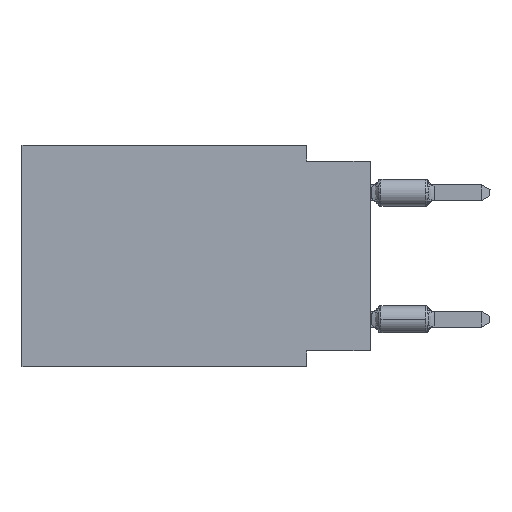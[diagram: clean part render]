
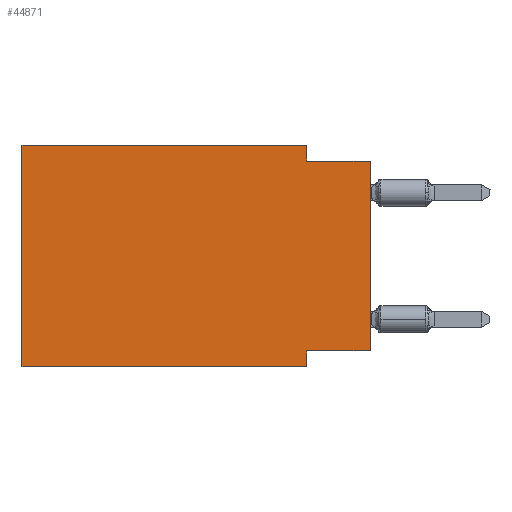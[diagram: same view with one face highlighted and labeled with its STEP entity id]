
A CAD part, left-side view. The second image highlights one B-rep face of the part: STEP entity #44871.
In plain terms, the highlighted planar face has unit normal (-1, 0, 0).
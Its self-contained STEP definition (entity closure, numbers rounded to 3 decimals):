
#78 = EDGE_CURVE ( 'NONE', #63769, #66592, #41265, .T. ) ;
#544 = DIRECTION ( 'NONE',  ( 0., 0., -1. ) ) ;
#977 = VERTEX_POINT ( 'NONE', #67366 ) ;
#1153 = CARTESIAN_POINT ( 'NONE',  ( 0., 0., -0.635 ) ) ;
#3073 = DIRECTION ( 'NONE',  ( 0., 0., 1. ) ) ;
#3611 = CARTESIAN_POINT ( 'NONE',  ( 0., 2.54, -8.89 ) ) ;
#5288 = CARTESIAN_POINT ( 'NONE',  ( 0., 0., -8.255 ) ) ;
#5300 = CARTESIAN_POINT ( 'NONE',  ( 0., 2.54, 0. ) ) ;
#5735 = VECTOR ( 'NONE', #59354, 1000. ) ;
#7060 = DIRECTION ( 'NONE',  ( 0., -1., 0. ) ) ;
#7117 = LINE ( 'NONE', #8197, #58114 ) ;
#8197 = CARTESIAN_POINT ( 'NONE',  ( 0., 0., 0. ) ) ;
#12155 = CARTESIAN_POINT ( 'NONE',  ( 0., 0., -0.635 ) ) ;
#12728 = EDGE_CURVE ( 'NONE', #43467, #45934, #54812, .T. ) ;
#14277 = CARTESIAN_POINT ( 'NONE',  ( 0., 2.54, -8.255 ) ) ;
#14776 = ORIENTED_EDGE ( 'NONE', *, *, #78, .F. ) ;
#17701 = ORIENTED_EDGE ( 'NONE', *, *, #55732, .F. ) ;
#18294 = CARTESIAN_POINT ( 'NONE',  ( 0., 0., -8.255 ) ) ;
#20955 = LINE ( 'NONE', #60313, #42812 ) ;
#21879 = PLANE ( 'NONE',  #58220 ) ;
#21993 = VECTOR ( 'NONE', #7060, 1000. ) ;
#22312 = CARTESIAN_POINT ( 'NONE',  ( 0., 2.54, -0.635 ) ) ;
#22558 = EDGE_LOOP ( 'NONE', ( #47469, #14776, #17701, #70721, #52489, #35006, #27283, #24871 ) ) ;
#22946 = CARTESIAN_POINT ( 'NONE',  ( 0., 13.97, 0. ) ) ;
#24871 = ORIENTED_EDGE ( 'NONE', *, *, #12728, .F. ) ;
#26277 = DIRECTION ( 'NONE',  ( 0., 0., -1. ) ) ;
#26777 = VERTEX_POINT ( 'NONE', #39938 ) ;
#27283 = ORIENTED_EDGE ( 'NONE', *, *, #44049, .F. ) ;
#32604 = LINE ( 'NONE', #5300, #59093 ) ;
#35006 = ORIENTED_EDGE ( 'NONE', *, *, #46540, .T. ) ;
#36537 = VECTOR ( 'NONE', #51919, 1000. ) ;
#39938 = CARTESIAN_POINT ( 'NONE',  ( 0., 13.97, 0. ) ) ;
#40482 = CARTESIAN_POINT ( 'NONE',  ( 0., 2.54, -8.89 ) ) ;
#40967 = VECTOR ( 'NONE', #56101, 1000. ) ;
#41265 = LINE ( 'NONE', #12155, #21993 ) ;
#42812 = VECTOR ( 'NONE', #71964, 1000. ) ;
#43467 = VERTEX_POINT ( 'NONE', #18294 ) ;
#44049 = EDGE_CURVE ( 'NONE', #45934, #66611, #48397, .T. ) ;
#44127 = VECTOR ( 'NONE', #49353, 1000. ) ;
#44221 = CARTESIAN_POINT ( 'NONE',  ( 0., 2.54, 0. ) ) ;
#44871 = ADVANCED_FACE ( 'NONE', ( #48851 ), #21879, .F. ) ;
#45934 = VERTEX_POINT ( 'NONE', #14277 ) ;
#46540 = EDGE_CURVE ( 'NONE', #977, #66611, #53328, .T. ) ;
#47469 = ORIENTED_EDGE ( 'NONE', *, *, #57191, .T. ) ;
#48397 = LINE ( 'NONE', #3611, #5735 ) ;
#48851 = FACE_OUTER_BOUND ( 'NONE', #22558, .T. ) ;
#48875 = EDGE_CURVE ( 'NONE', #977, #26777, #68171, .T. ) ;
#49353 = DIRECTION ( 'NONE',  ( 0., 1., 0. ) ) ;
#51919 = DIRECTION ( 'NONE',  ( 0., -1., 0. ) ) ;
#52489 = ORIENTED_EDGE ( 'NONE', *, *, #48875, .F. ) ;
#53328 = LINE ( 'NONE', #63601, #36537 ) ;
#54812 = LINE ( 'NONE', #5288, #44127 ) ;
#55732 = EDGE_CURVE ( 'NONE', #65939, #63769, #32604, .T. ) ;
#56101 = DIRECTION ( 'NONE',  ( 0., 0., 1. ) ) ;
#57191 = EDGE_CURVE ( 'NONE', #43467, #66592, #7117, .T. ) ;
#58114 = VECTOR ( 'NONE', #3073, 1000. ) ;
#58220 = AXIS2_PLACEMENT_3D ( 'NONE', #66370, #59808, #26277 ) ;
#59093 = VECTOR ( 'NONE', #544, 1000. ) ;
#59354 = DIRECTION ( 'NONE',  ( 0., 0., -1. ) ) ;
#59808 = DIRECTION ( 'NONE',  ( 1., 0., 0. ) ) ;
#60313 = CARTESIAN_POINT ( 'NONE',  ( 0., 13.97, 0. ) ) ;
#63601 = CARTESIAN_POINT ( 'NONE',  ( 0., 13.97, -8.89 ) ) ;
#63769 = VERTEX_POINT ( 'NONE', #22312 ) ;
#65939 = VERTEX_POINT ( 'NONE', #44221 ) ;
#66370 = CARTESIAN_POINT ( 'NONE',  ( 0., 13.97, 0. ) ) ;
#66592 = VERTEX_POINT ( 'NONE', #1153 ) ;
#66611 = VERTEX_POINT ( 'NONE', #40482 ) ;
#67366 = CARTESIAN_POINT ( 'NONE',  ( 0., 13.97, -8.89 ) ) ;
#68171 = LINE ( 'NONE', #22946, #40967 ) ;
#70721 = ORIENTED_EDGE ( 'NONE', *, *, #71295, .F. ) ;
#71295 = EDGE_CURVE ( 'NONE', #26777, #65939, #20955, .T. ) ;
#71964 = DIRECTION ( 'NONE',  ( 0., -1., 0. ) ) ;
